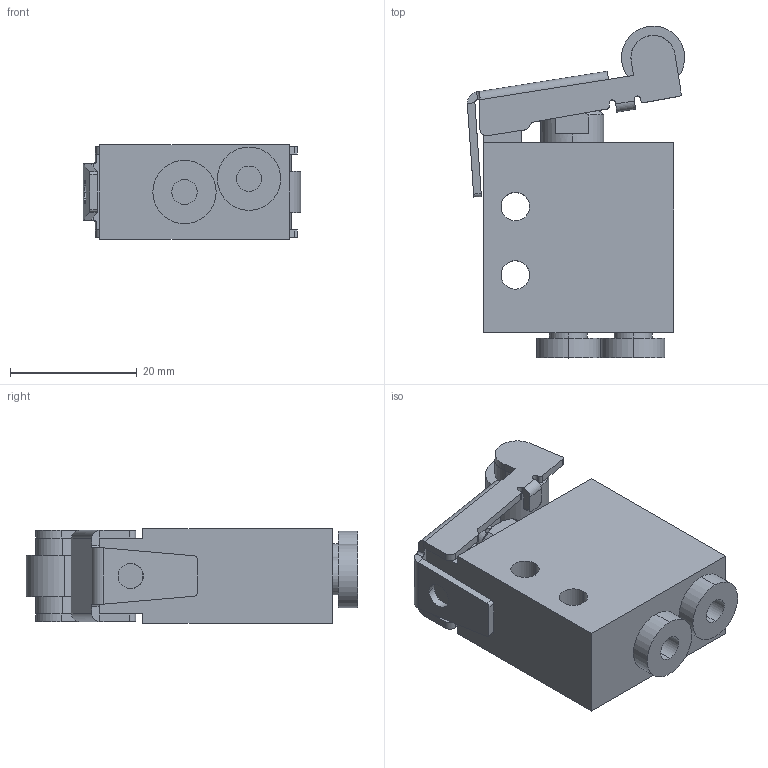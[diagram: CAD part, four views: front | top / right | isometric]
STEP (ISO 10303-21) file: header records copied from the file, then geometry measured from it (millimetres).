
FILE_DESCRIPTION (( 'STEP AP214' ), '1' );
FILE_NAME ('EVP-CA-R.step', '2018-03-21T19:07:59', ( '' ), ( '' ), 'SwSTEP 2.0', 'SolidWorks 2017', '' );
FILE_SCHEMA (( 'AUTOMOTIVE_DESIGN' ));
Length unit declared in the file: inch
Products named in the file (1): EVP-CA-R
Bounding box: 34.36 x 52.45 x 15 mm (x, y, z)
Volume: 16317.5 mm3; surface area: 7684.7 mm2
Topology: 3 solids, 3 shells, 148 faces, 392 edges, 258 vertices
Faces by surface type: plane 74, cylinder 70, cone 4
Entity records: 6686 total; most frequent: CARTESIAN_POINT 881, DIRECTION 820, ORIENTED_EDGE 784, EDGE_CURVE 392, AXIS2_PLACEMENT_3D 293, VERTEX_POINT 258, VECTOR 234, LINE 234
